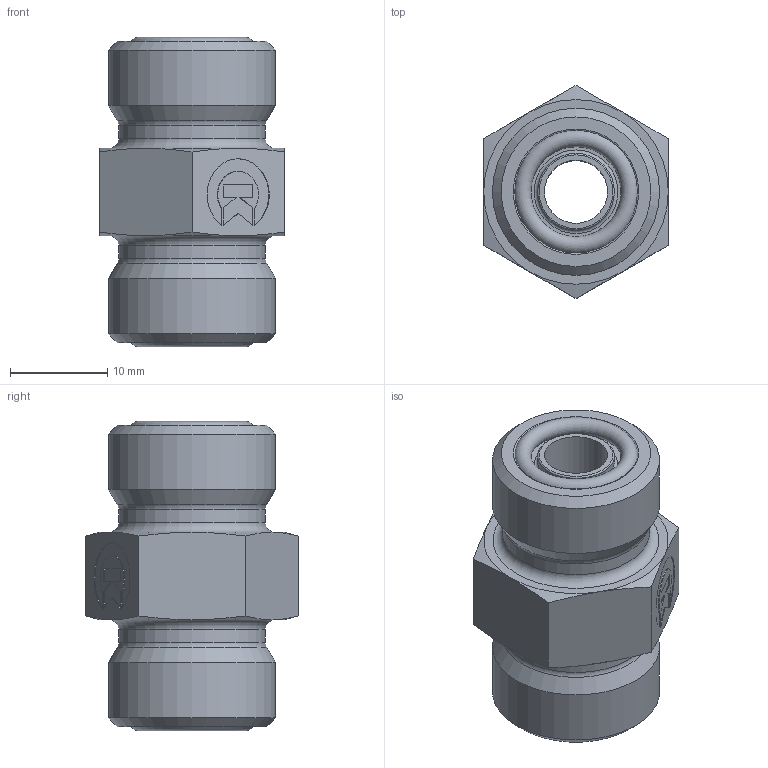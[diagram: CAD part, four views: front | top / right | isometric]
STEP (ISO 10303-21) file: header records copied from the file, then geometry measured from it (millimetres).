
FILE_DESCRIPTION((''),'2;1');
FILE_NAME('2031011Vi.stp','2015-01-09T14:39:46',(''),('KNOMI spol. s r. o.'),'Autodesk Inventor 2012','Autodesk Inventor 2012','');
FILE_SCHEMA(('AUTOMOTIVE_DESIGN { 1 2 10303 214 0 1 1 1 }'));
Length unit declared in the file: millimetre
Products named in the file (3): POS 10 (-6) Vi 11/16-16 / 11/16-16 (WWW); 2031111; 6009250178Vi
Assembly tree (3 placements, depth 2):
  POS 10 (-6) Vi 11/16-16 / 11/16-16 (WWW)
    2031111
    6009250178Vi  x2
Bounding box: 19 x 21.94 x 31.82 mm (x, y, z)
Volume: 6447.2 mm3; surface area: 3470.6 mm2
Topology: 3 solids, 3 shells, 87 faces, 196 edges, 121 vertices
Faces by surface type: plane 44, cone 16, torus 14, cylinder 13
Full cylindrical faces by diameter (mm): 6.5 x1, 7.9 x2, 12.6 x2, 15.1 x2, 17.2 x2
Entity records: 2306 total; most frequent: CARTESIAN_POINT 423, DIRECTION 380, ORIENTED_EDGE 332, EDGE_CURVE 166, AXIS2_PLACEMENT_3D 146, EDGE_LOOP 123, VERTEX_POINT 117, VECTOR 88
